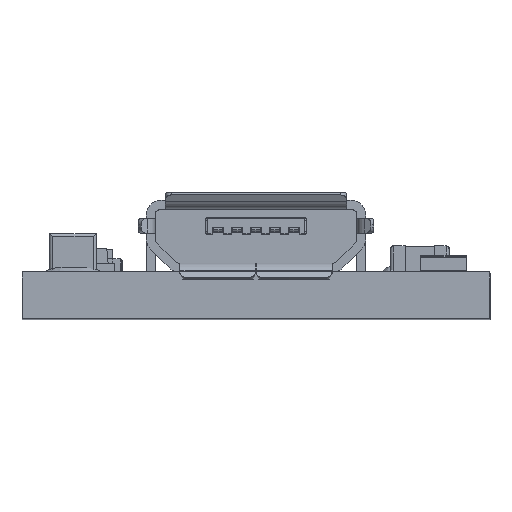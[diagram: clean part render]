
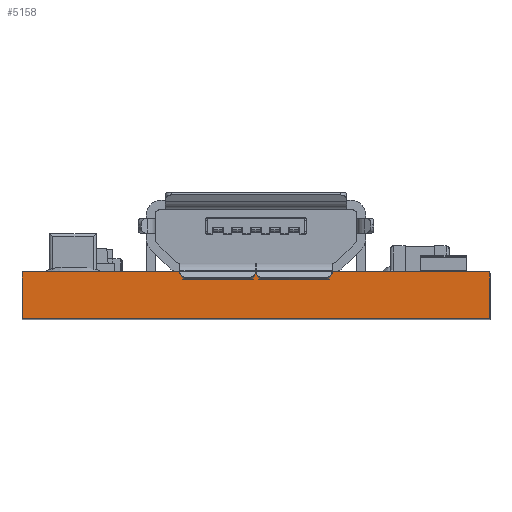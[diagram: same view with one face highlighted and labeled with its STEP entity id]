
A CAD part, top view. The second image highlights one B-rep face of the part: STEP entity #5158.
In plain terms, the highlighted planar face has unit normal (0, 0, 1).
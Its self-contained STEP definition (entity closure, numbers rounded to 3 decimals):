
#1467 = ORIENTED_EDGE ( 'NONE', *, *, #11042, .T. ) ;
#3973 = PLANE ( 'NONE',  #29346 ) ;
#4198 = LINE ( 'NONE', #37716, #35167 ) ;
#5158 = ADVANCED_FACE ( 'NONE', ( #27089 ), #3973, .T. ) ;
#5618 = EDGE_CURVE ( 'NONE', #24534, #36022, #29466, .T. ) ;
#6271 = CARTESIAN_POINT ( 'NONE',  ( -8., -1.6, 0. ) ) ;
#7222 = CARTESIAN_POINT ( 'NONE',  ( 8., -1.6, 0. ) ) ;
#7931 = DIRECTION ( 'NONE',  ( 1., 0., 0. ) ) ;
#8280 = VERTEX_POINT ( 'NONE', #37261 ) ;
#9300 = LINE ( 'NONE', #17192, #32014 ) ;
#9899 = CARTESIAN_POINT ( 'NONE',  ( -8., 0., 0. ) ) ;
#9997 = ORIENTED_EDGE ( 'NONE', *, *, #20875, .F. ) ;
#10358 = DIRECTION ( 'NONE',  ( 1., 0., 0. ) ) ;
#11042 = EDGE_CURVE ( 'NONE', #24534, #14731, #9300, .T. ) ;
#14731 = VERTEX_POINT ( 'NONE', #31550 ) ;
#15455 = DIRECTION ( 'NONE',  ( 0., 1., 0. ) ) ;
#16640 = VECTOR ( 'NONE', #7931, 1000. ) ;
#17192 = CARTESIAN_POINT ( 'NONE',  ( 8., -1.6, 0. ) ) ;
#20312 = VECTOR ( 'NONE', #15455, 1000. ) ;
#20337 = DIRECTION ( 'NONE',  ( 1., 0., 0. ) ) ;
#20875 = EDGE_CURVE ( 'NONE', #36022, #8280, #24866, .T. ) ;
#22268 = DIRECTION ( 'NONE',  ( 0., 1., 0. ) ) ;
#22646 = ORIENTED_EDGE ( 'NONE', *, *, #5618, .F. ) ;
#24272 = ORIENTED_EDGE ( 'NONE', *, *, #30838, .T. ) ;
#24534 = VERTEX_POINT ( 'NONE', #38592 ) ;
#24866 = LINE ( 'NONE', #35643, #16640 ) ;
#27089 = FACE_OUTER_BOUND ( 'NONE', #37849, .T. ) ;
#28856 = DIRECTION ( 'NONE',  ( 0., 0., 1. ) ) ;
#29346 = AXIS2_PLACEMENT_3D ( 'NONE', #7222, #28856, #10358 ) ;
#29466 = LINE ( 'NONE', #6271, #20312 ) ;
#30838 = EDGE_CURVE ( 'NONE', #14731, #8280, #4198, .T. ) ;
#31550 = CARTESIAN_POINT ( 'NONE',  ( 8., -1.6, 0. ) ) ;
#32014 = VECTOR ( 'NONE', #20337, 1000. ) ;
#35167 = VECTOR ( 'NONE', #22268, 1000. ) ;
#35643 = CARTESIAN_POINT ( 'NONE',  ( 8., 0., 0. ) ) ;
#36022 = VERTEX_POINT ( 'NONE', #9899 ) ;
#37261 = CARTESIAN_POINT ( 'NONE',  ( 8., 0., 0. ) ) ;
#37716 = CARTESIAN_POINT ( 'NONE',  ( 8., -1.6, 0. ) ) ;
#37849 = EDGE_LOOP ( 'NONE', ( #9997, #22646, #1467, #24272 ) ) ;
#38592 = CARTESIAN_POINT ( 'NONE',  ( -8., -1.6, 0. ) ) ;
